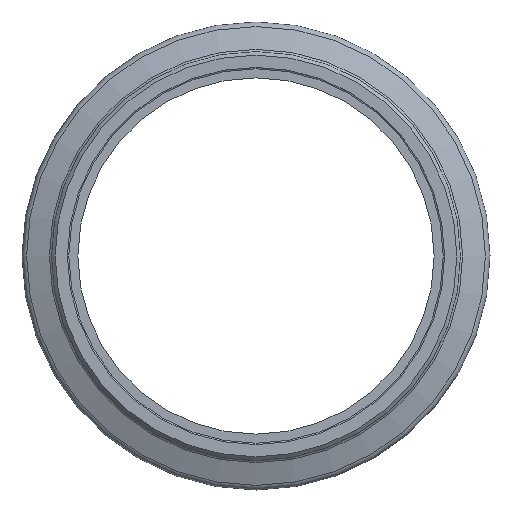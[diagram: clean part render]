
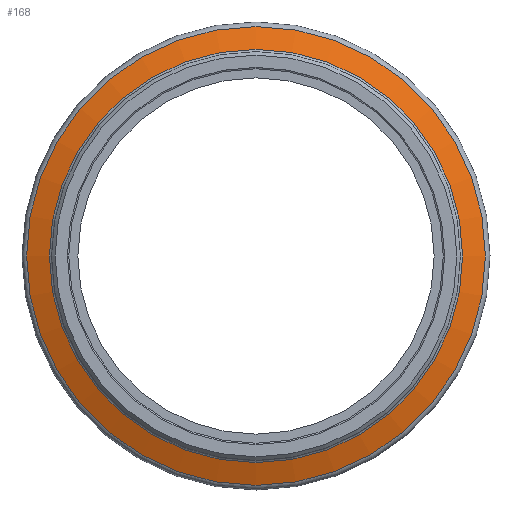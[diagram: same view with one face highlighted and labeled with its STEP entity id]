
A CAD part, left-side view. The second image highlights one B-rep face of the part: STEP entity #168.
In plain terms, the highlighted conical face has half-angle 70 degrees and reference radius 62.421 mm.
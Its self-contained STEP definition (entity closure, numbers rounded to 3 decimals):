
#21=CONICAL_SURFACE('',#205,62.421,1.222);
#47=ORIENTED_EDGE('',*,*,#69,.F.);
#48=ORIENTED_EDGE('',*,*,#68,.T.);
#68=EDGE_CURVE('',#82,#82,#96,.T.);
#69=EDGE_CURVE('',#83,#83,#97,.T.);
#82=VERTEX_POINT('',#301);
#83=VERTEX_POINT('',#304);
#96=CIRCLE('',#204,59.158);
#97=CIRCLE('',#206,65.684);
#117=EDGE_LOOP('',(#47));
#118=EDGE_LOOP('',(#48));
#145=FACE_BOUND('',#117,.T.);
#146=FACE_BOUND('',#118,.T.);
#168=ADVANCED_FACE('',(#145,#146),#21,.T.);
#204=AXIS2_PLACEMENT_3D('',#300,#251,#252);
#205=AXIS2_PLACEMENT_3D('',#302,#253,#254);
#206=AXIS2_PLACEMENT_3D('',#303,#255,#256);
#251=DIRECTION('',(1.,0.,0.));
#252=DIRECTION('',(0.,1.,0.));
#253=DIRECTION('',(1.,0.,0.));
#254=DIRECTION('',(0.,1.,0.));
#255=DIRECTION('',(1.,0.,0.));
#256=DIRECTION('',(0.,1.,0.));
#300=CARTESIAN_POINT('',(-0.814,0.,0.));
#301=CARTESIAN_POINT('',(-0.814,59.158,0.));
#302=CARTESIAN_POINT('',(0.373,0.,0.));
#303=CARTESIAN_POINT('',(1.561,0.,0.));
#304=CARTESIAN_POINT('',(1.561,65.684,0.));
